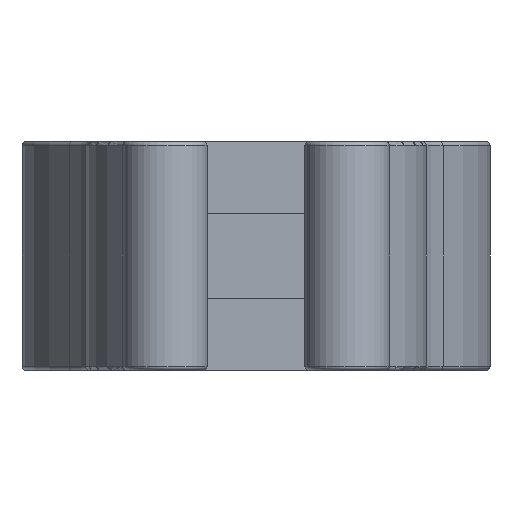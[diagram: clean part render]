
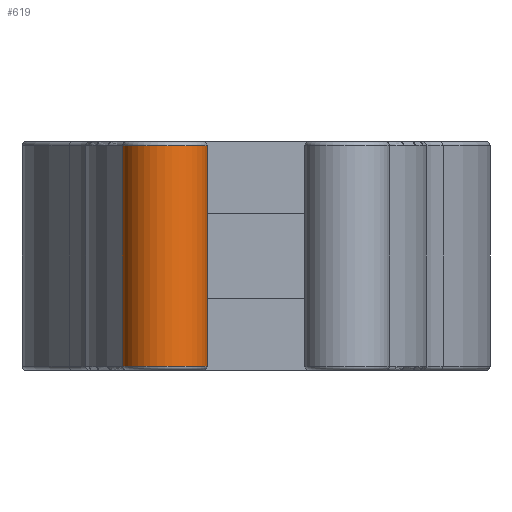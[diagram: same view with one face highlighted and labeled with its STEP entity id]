
A CAD part, left-side view. The second image highlights one B-rep face of the part: STEP entity #619.
In plain terms, the highlighted cylindrical face has radius 5 mm (diameter 10 mm), a partial arc.
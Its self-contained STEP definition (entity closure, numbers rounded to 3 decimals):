
#389=CYLINDRICAL_SURFACE('',#3446,5.);
#471=FACE_OUTER_BOUND('',#1377,.T.);
#619=ADVANCED_FACE('',(#471),#389,.T.);
#869=LINE('',#4914,#1065);
#897=LINE('',#5003,#1093);
#1065=VECTOR('',#3870,1.);
#1093=VECTOR('',#3946,1.);
#1377=EDGE_LOOP('',(#1733,#1734,#1735,#1736));
#1733=ORIENTED_EDGE('',*,*,#2809,.F.);
#1734=ORIENTED_EDGE('',*,*,#2825,.T.);
#1735=ORIENTED_EDGE('',*,*,#2767,.F.);
#1736=ORIENTED_EDGE('',*,*,#2826,.T.);
#2493=VERTEX_POINT('',#4915);
#2494=VERTEX_POINT('',#4916);
#2529=VERTEX_POINT('',#5002);
#2530=VERTEX_POINT('',#5004);
#2767=EDGE_CURVE('',#2493,#2494,#869,.T.);
#2809=EDGE_CURVE('',#2529,#2530,#897,.T.);
#2825=EDGE_CURVE('',#2529,#2494,#3193,.T.);
#2826=EDGE_CURVE('',#2493,#2530,#3194,.T.);
#3193=CIRCLE('',#3444,5.);
#3194=CIRCLE('',#3445,5.);
#3444=AXIS2_PLACEMENT_3D('',#5035,#3998,#3999);
#3445=AXIS2_PLACEMENT_3D('',#5036,#4000,#4001);
#3446=AXIS2_PLACEMENT_3D('',#5037,#4002,#4003);
#3870=DIRECTION('',(0.,0.,-1.));
#3946=DIRECTION('',(0.,0.,1.));
#3998=DIRECTION('',(0.,0.,1.));
#3999=DIRECTION('',(-1.,0.,0.));
#4000=DIRECTION('',(0.,0.,-1.));
#4001=DIRECTION('',(-1.,0.,0.));
#4002=DIRECTION('',(0.,0.,1.));
#4003=DIRECTION('',(-1.,0.,0.));
#4914=CARTESIAN_POINT('',(-145.5,5.75,-27.));
#4915=CARTESIAN_POINT('',(-145.5,5.75,-0.5));
#4916=CARTESIAN_POINT('',(-145.5,5.75,-26.5));
#5002=CARTESIAN_POINT('',(-145.5,15.75,-26.5));
#5003=CARTESIAN_POINT('',(-145.5,15.75,-27.));
#5004=CARTESIAN_POINT('',(-145.5,15.75,-0.5));
#5035=CARTESIAN_POINT('',(-145.5,10.75,-26.5));
#5036=CARTESIAN_POINT('',(-145.5,10.75,-0.5));
#5037=CARTESIAN_POINT('',(-145.5,10.75,-27.));
